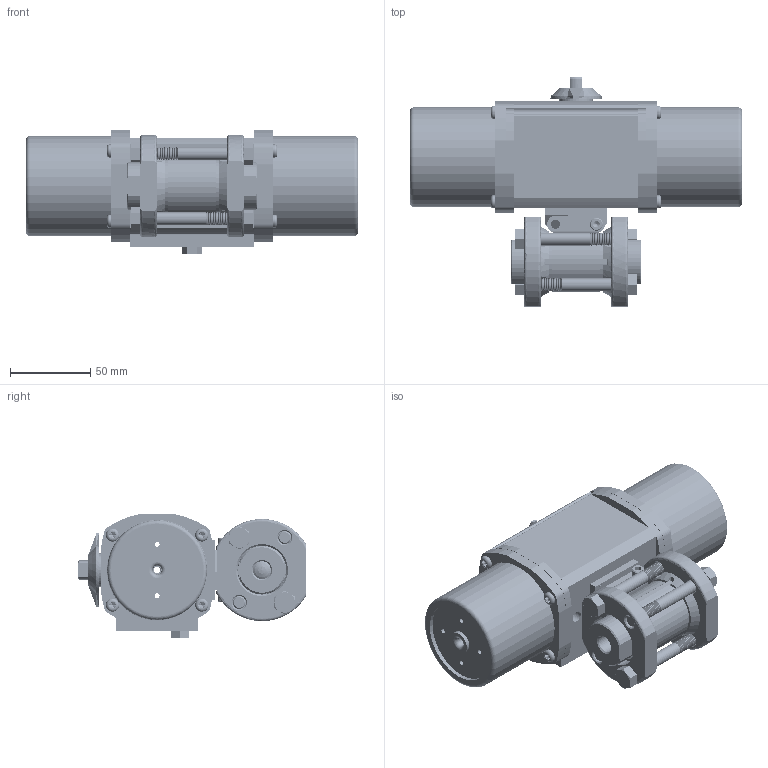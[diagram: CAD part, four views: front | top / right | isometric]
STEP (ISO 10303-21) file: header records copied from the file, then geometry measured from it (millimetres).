
FILE_DESCRIPTION (( 'STEP AP203' ), '1' );
FILE_NAME ('24XXSEFA512SR.step', '2018-03-22T19:24:09', ( '' ), ( '' ), 'SwSTEP 2.0', 'SolidWorks 2017', '' );
FILE_SCHEMA (( 'CONFIG_CONTROL_DESIGN' ));
Products named in the file (1): 24XXSEFA512SR
Bounding box: 206.38 x 142.33 x 77.22 mm (x, y, z)
Volume: 495373.5 mm3; surface area: 215180.3 mm2
Topology: 41 solids, 41 shells, 3732 faces, 10314 edges, 6692 vertices
Faces by surface type: cylinder 2088, cone 884, plane 501, bspline 129, torus 128, sphere 2
Entity records: 185082 total; most frequent: CARTESIAN_POINT 95976, ORIENTED_EDGE 20408, DIRECTION 17532, EDGE_CURVE 10204, AXIS2_PLACEMENT_3D 6971, VERTEX_POINT 6688, EDGE_LOOP 4034, FACE_OUTER_BOUND 3732
